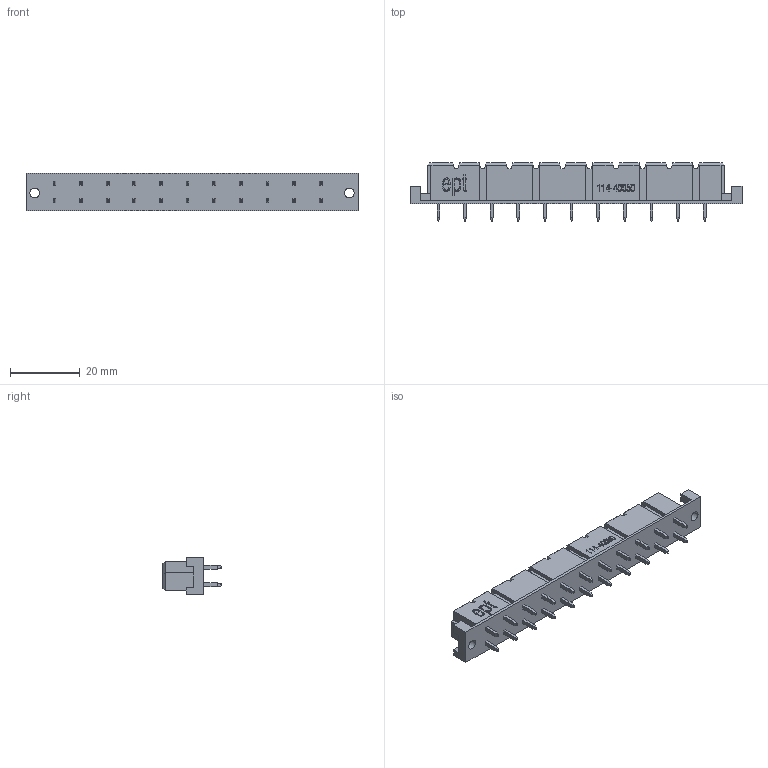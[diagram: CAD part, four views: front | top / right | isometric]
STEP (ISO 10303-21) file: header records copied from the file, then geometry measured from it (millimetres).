
FILE_DESCRIPTION(('FreeCAD Model'),'2;1');
FILE_NAME('144-40050_3D.step', '2018-04-26T17:44:07',('kicad StepUp'),('ksu MCAD'), 'Open CASCADE STEP processor 6.8','FreeCAD','Unknown');
FILE_SCHEMA(('AUTOMOTIVE_DESIGN_CC2 { 1 2 10303 214 -1 1 5 4 }'));
Length unit declared in the file: millimetre
Products named in the file (1): 144-40050_3D
Bounding box: 95 x 16.6 x 10.6 mm (x, y, z)
Volume: 8129.9 mm3; surface area: 5291.5 mm2
Topology: 1 solids, 1 shells, 704 faces, 1687 edges, 1026 vertices
Faces by surface type: plane 541, cylinder 92, bspline 71
Entity records: 28172 total; most frequent: CARTESIAN_POINT 7809, ORIENTED_EDGE 3374, DIRECTION 2733, EDGE_CURVE 1687, LINE 1449, VECTOR 1449, VERTEX_POINT 1026, FACE_BOUND 749
